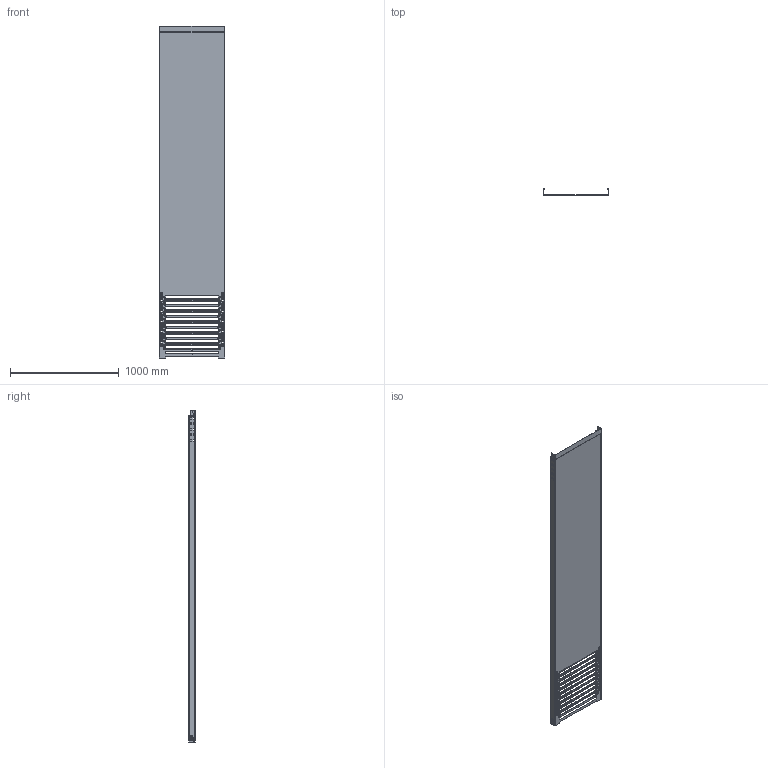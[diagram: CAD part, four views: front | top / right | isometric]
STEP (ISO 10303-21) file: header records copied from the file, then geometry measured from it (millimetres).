
FILE_DESCRIPTION (( 'STEP AP214' ), '1' );
FILE_NAME ('6059519.STEP', '2025-08-25T08:18:08', ( '' ), ( '' ), 'SwSTEP 2.0', 'SolidWorks 2024', '' );
FILE_SCHEMA (( 'AUTOMOTIVE_DESIGN' ));
Length unit declared in the file: millimetre
Products named in the file (1): 6059519
Bounding box: 604.5 x 63.5 x 3050 mm (x, y, z)
Volume: 3171316.1 mm3; surface area: 4270872.2 mm2
Topology: 1 solids, 1 shells, 2135 faces, 5487 edges, 3394 vertices
Faces by surface type: cylinder 854, plane 687, torus 384, cone 186, bspline 20, sphere 4
Entity records: 65890 total; most frequent: DIRECTION 12165, CARTESIAN_POINT 11759, ORIENTED_EDGE 10974, EDGE_CURVE 5487, AXIS2_PLACEMENT_3D 4616, VERTEX_POINT 3394, LINE 2933, VECTOR 2933
